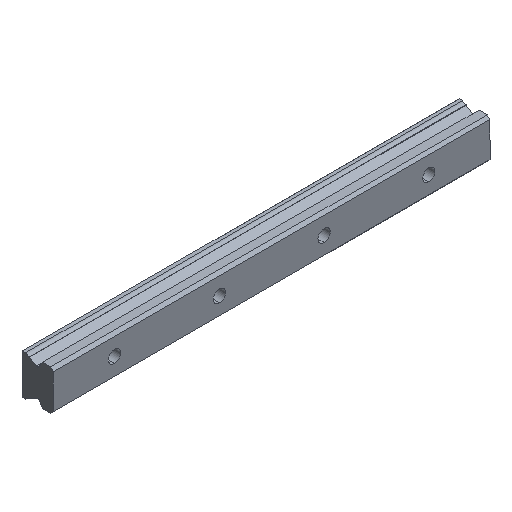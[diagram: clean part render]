
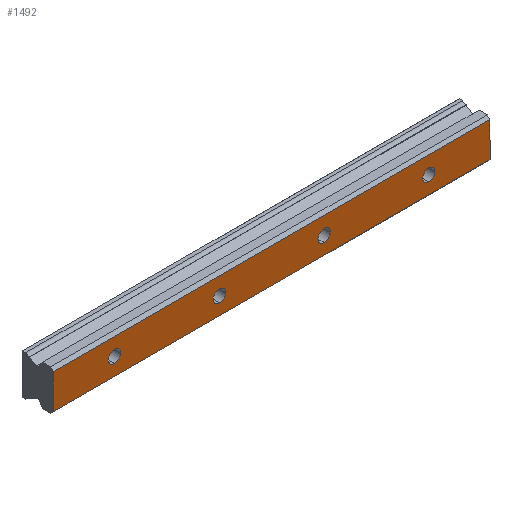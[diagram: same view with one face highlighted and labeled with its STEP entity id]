
A CAD part, isometric view. The second image highlights one B-rep face of the part: STEP entity #1492.
In plain terms, the highlighted planar face has unit normal (0, -1, 0).
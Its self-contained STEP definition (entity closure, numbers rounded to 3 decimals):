
#3 = CARTESIAN_POINT ( 'NONE',  ( 180., 0., 3.5 ) ) ;
#7 = DIRECTION ( 'NONE',  ( 0., 0., 1. ) ) ;
#16 = CIRCLE ( 'NONE', #189, 3.5 ) ;
#32 = VERTEX_POINT ( 'NONE', #152 ) ;
#34 = DIRECTION ( 'NONE',  ( 0., -1., 0. ) ) ;
#42 = CIRCLE ( 'NONE', #416, 3.5 ) ;
#50 = VERTEX_POINT ( 'NONE', #1221 ) ;
#51 = EDGE_LOOP ( 'NONE', ( #1367, #1324, #207, #293 ) ) ;
#53 = DIRECTION ( 'NONE',  ( 0., -1., 0. ) ) ;
#89 = DIRECTION ( 'NONE',  ( 0., 0., 1. ) ) ;
#98 = DIRECTION ( 'NONE',  ( 0., -1., 0. ) ) ;
#108 = PLANE ( 'NONE',  #810 ) ;
#114 = CARTESIAN_POINT ( 'NONE',  ( 120., 0., 0. ) ) ;
#117 = CARTESIAN_POINT ( 'NONE',  ( 180., 0., -3.5 ) ) ;
#119 = ORIENTED_EDGE ( 'NONE', *, *, #899, .F. ) ;
#144 = CARTESIAN_POINT ( 'NONE',  ( 215., 0., 9.9 ) ) ;
#152 = CARTESIAN_POINT ( 'NONE',  ( -35., 0., -9.9 ) ) ;
#174 = ORIENTED_EDGE ( 'NONE', *, *, #1440, .F. ) ;
#177 = CARTESIAN_POINT ( 'NONE',  ( 0., 0., 0. ) ) ;
#181 = VERTEX_POINT ( 'NONE', #117 ) ;
#183 = CARTESIAN_POINT ( 'NONE',  ( 215., 0., 9.9 ) ) ;
#189 = AXIS2_PLACEMENT_3D ( 'NONE', #114, #589, #1044 ) ;
#193 = CIRCLE ( 'NONE', #1230, 3.5 ) ;
#201 = DIRECTION ( 'NONE',  ( 0., 0., 1. ) ) ;
#207 = ORIENTED_EDGE ( 'NONE', *, *, #1334, .F. ) ;
#210 = FACE_BOUND ( 'NONE', #1046, .T. ) ;
#263 = CIRCLE ( 'NONE', #1009, 3.5 ) ;
#273 = VERTEX_POINT ( 'NONE', #1396 ) ;
#280 = VERTEX_POINT ( 'NONE', #955 ) ;
#283 = LINE ( 'NONE', #183, #1428 ) ;
#293 = ORIENTED_EDGE ( 'NONE', *, *, #1125, .F. ) ;
#301 = DIRECTION ( 'NONE',  ( 0., -1., 0. ) ) ;
#325 = CARTESIAN_POINT ( 'NONE',  ( 0., 0., 3.5 ) ) ;
#335 = FACE_OUTER_BOUND ( 'NONE', #51, .T. ) ;
#352 = DIRECTION ( 'NONE',  ( 0., -1., 0. ) ) ;
#416 = AXIS2_PLACEMENT_3D ( 'NONE', #891, #301, #1246 ) ;
#441 = DIRECTION ( 'NONE',  ( 0., -1., 0. ) ) ;
#446 = FACE_BOUND ( 'NONE', #1243, .T. ) ;
#454 = CARTESIAN_POINT ( 'NONE',  ( 0., 0., -3.5 ) ) ;
#499 = ORIENTED_EDGE ( 'NONE', *, *, #1075, .F. ) ;
#542 = CARTESIAN_POINT ( 'NONE',  ( 215., 0., 9.9 ) ) ;
#548 = EDGE_LOOP ( 'NONE', ( #1078, #1293 ) ) ;
#561 = AXIS2_PLACEMENT_3D ( 'NONE', #1146, #441, #917 ) ;
#565 = DIRECTION ( 'NONE',  ( 0., 0., 1. ) ) ;
#567 = EDGE_CURVE ( 'NONE', #181, #628, #783, .T. ) ;
#571 = DIRECTION ( 'NONE',  ( 0., 0., 1. ) ) ;
#589 = DIRECTION ( 'NONE',  ( 0., -1., 0. ) ) ;
#612 = CIRCLE ( 'NONE', #688, 3.5 ) ;
#628 = VERTEX_POINT ( 'NONE', #3 ) ;
#653 = EDGE_CURVE ( 'NONE', #735, #32, #1275, .T. ) ;
#671 = ORIENTED_EDGE ( 'NONE', *, *, #701, .F. ) ;
#680 = CARTESIAN_POINT ( 'NONE',  ( 60., 0., 0. ) ) ;
#688 = AXIS2_PLACEMENT_3D ( 'NONE', #800, #352, #795 ) ;
#694 = DIRECTION ( 'NONE',  ( 0., 1., 0. ) ) ;
#701 = EDGE_CURVE ( 'NONE', #1470, #280, #16, .T. ) ;
#715 = LINE ( 'NONE', #1182, #1180 ) ;
#735 = VERTEX_POINT ( 'NONE', #969 ) ;
#783 = CIRCLE ( 'NONE', #561, 3.5 ) ;
#795 = DIRECTION ( 'NONE',  ( 0., 0., 1. ) ) ;
#800 = CARTESIAN_POINT ( 'NONE',  ( 180., 0., 0. ) ) ;
#810 = AXIS2_PLACEMENT_3D ( 'NONE', #936, #694, #89 ) ;
#825 = CARTESIAN_POINT ( 'NONE',  ( 120., 0., 0. ) ) ;
#877 = EDGE_LOOP ( 'NONE', ( #1505, #119 ) ) ;
#888 = ORIENTED_EDGE ( 'NONE', *, *, #567, .F. ) ;
#891 = CARTESIAN_POINT ( 'NONE',  ( 60., 0., 0. ) ) ;
#899 = EDGE_CURVE ( 'NONE', #1105, #1020, #263, .T. ) ;
#913 = EDGE_CURVE ( 'NONE', #1244, #735, #283, .T. ) ;
#916 = DIRECTION ( 'NONE',  ( 0., 0., -1. ) ) ;
#917 = DIRECTION ( 'NONE',  ( 0., 0., 1. ) ) ;
#936 = CARTESIAN_POINT ( 'NONE',  ( 215., 0., 9.9 ) ) ;
#952 = CARTESIAN_POINT ( 'NONE',  ( 60., 0., 3.5 ) ) ;
#955 = CARTESIAN_POINT ( 'NONE',  ( 120., 0., 3.5 ) ) ;
#958 = VECTOR ( 'NONE', #1417, 1000. ) ;
#961 = CIRCLE ( 'NONE', #1381, 3.5 ) ;
#969 = CARTESIAN_POINT ( 'NONE',  ( 215., 0., -9.9 ) ) ;
#984 = EDGE_CURVE ( 'NONE', #1187, #273, #42, .T. ) ;
#1009 = AXIS2_PLACEMENT_3D ( 'NONE', #177, #53, #201 ) ;
#1020 = VERTEX_POINT ( 'NONE', #325 ) ;
#1040 = EDGE_CURVE ( 'NONE', #273, #1187, #193, .T. ) ;
#1044 = DIRECTION ( 'NONE',  ( 0., 0., 1. ) ) ;
#1046 = EDGE_LOOP ( 'NONE', ( #174, #888 ) ) ;
#1059 = DIRECTION ( 'NONE',  ( 0., -1., 0. ) ) ;
#1075 = EDGE_CURVE ( 'NONE', #280, #1470, #1107, .T. ) ;
#1078 = ORIENTED_EDGE ( 'NONE', *, *, #984, .F. ) ;
#1105 = VERTEX_POINT ( 'NONE', #454 ) ;
#1107 = CIRCLE ( 'NONE', #1257, 3.5 ) ;
#1121 = DIRECTION ( 'NONE',  ( 1., 0., 0. ) ) ;
#1125 = EDGE_CURVE ( 'NONE', #32, #50, #715, .T. ) ;
#1127 = LINE ( 'NONE', #542, #1329 ) ;
#1146 = CARTESIAN_POINT ( 'NONE',  ( 180., 0., 0. ) ) ;
#1180 = VECTOR ( 'NONE', #7, 1000. ) ;
#1182 = CARTESIAN_POINT ( 'NONE',  ( -35., 0., 9.9 ) ) ;
#1187 = VERTEX_POINT ( 'NONE', #952 ) ;
#1199 = EDGE_CURVE ( 'NONE', #1020, #1105, #961, .T. ) ;
#1221 = CARTESIAN_POINT ( 'NONE',  ( -35., 0., 9.9 ) ) ;
#1230 = AXIS2_PLACEMENT_3D ( 'NONE', #680, #98, #565 ) ;
#1243 = EDGE_LOOP ( 'NONE', ( #499, #671 ) ) ;
#1244 = VERTEX_POINT ( 'NONE', #144 ) ;
#1246 = DIRECTION ( 'NONE',  ( 0., 0., 1. ) ) ;
#1257 = AXIS2_PLACEMENT_3D ( 'NONE', #825, #1059, #571 ) ;
#1275 = LINE ( 'NONE', #1291, #958 ) ;
#1291 = CARTESIAN_POINT ( 'NONE',  ( 215., 0., -9.9 ) ) ;
#1293 = ORIENTED_EDGE ( 'NONE', *, *, #1040, .F. ) ;
#1295 = FACE_BOUND ( 'NONE', #548, .T. ) ;
#1324 = ORIENTED_EDGE ( 'NONE', *, *, #913, .F. ) ;
#1329 = VECTOR ( 'NONE', #1121, 1000. ) ;
#1334 = EDGE_CURVE ( 'NONE', #50, #1244, #1127, .T. ) ;
#1367 = ORIENTED_EDGE ( 'NONE', *, *, #653, .F. ) ;
#1381 = AXIS2_PLACEMENT_3D ( 'NONE', #1455, #34, #1433 ) ;
#1396 = CARTESIAN_POINT ( 'NONE',  ( 60., 0., -3.5 ) ) ;
#1398 = CARTESIAN_POINT ( 'NONE',  ( 120., 0., -3.5 ) ) ;
#1417 = DIRECTION ( 'NONE',  ( -1., 0., 0. ) ) ;
#1428 = VECTOR ( 'NONE', #916, 1000. ) ;
#1433 = DIRECTION ( 'NONE',  ( 0., 0., 1. ) ) ;
#1440 = EDGE_CURVE ( 'NONE', #628, #181, #612, .T. ) ;
#1455 = CARTESIAN_POINT ( 'NONE',  ( 0., 0., 0. ) ) ;
#1470 = VERTEX_POINT ( 'NONE', #1398 ) ;
#1492 = ADVANCED_FACE ( 'NONE', ( #335, #1519, #210, #446, #1295 ), #108, .F. ) ;
#1505 = ORIENTED_EDGE ( 'NONE', *, *, #1199, .F. ) ;
#1519 = FACE_BOUND ( 'NONE', #877, .T. ) ;
